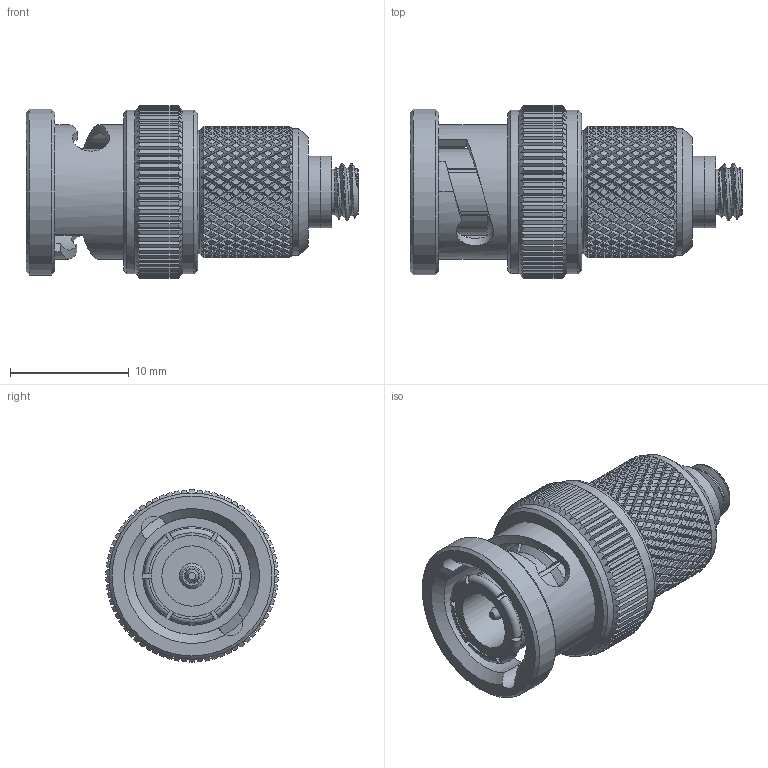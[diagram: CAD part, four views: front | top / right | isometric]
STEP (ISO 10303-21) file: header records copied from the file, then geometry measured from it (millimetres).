
FILE_DESCRIPTION (( 'STEP AP203' ), '1' );
FILE_NAME ('PE9750_3D.step', '2021-03-25T15:00:31', ( '' ), ( '' ), 'SwSTEP 2.0', 'SolidWorks 2020', '' );
FILE_SCHEMA (( 'CONFIG_CONTROL_DESIGN' ));
Length unit declared in the file: inch
Products named in the file (1): PE9750_3D
Bounding box: 27.94 x 14.5 x 14.5 mm (x, y, z)
Volume: 2351 mm3; surface area: 2383.8 mm2
Topology: 2 solids, 2 shells, 2908 faces, 6253 edges, 3360 vertices
Faces by surface type: bspline 2099, cylinder 594, plane 185, cone 23, torus 7
Full cylindrical faces by diameter (mm): 0.944 x1, 1.098 x1, 1.321 x1, 1.378 x1, 2.134 x1, 2.638 x1, 3.826 x1, 3.83 x1, 5.08 x1, 6.009 x2, 8.296 x1, 9.83 x1, 10.35 x1, 10.616 x1, 11.317 x1, 11.366 x1, 13.738 x2, 13.97 x1
Entity records: 130356 total; most frequent: CARTESIAN_POINT 91276, ORIENTED_EDGE 12396, EDGE_CURVE 6198, VERTEX_POINT 3343, EDGE_LOOP 2959, FACE_OUTER_BOUND 2927, ADVANCED_FACE 2906, B_SPLINE_CURVE_WITH_KNOTS 2768
